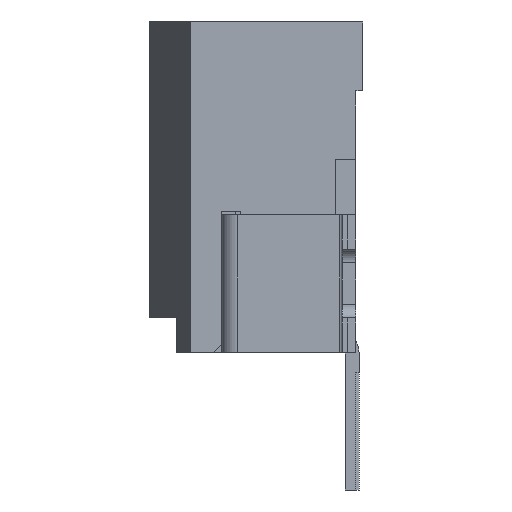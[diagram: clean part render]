
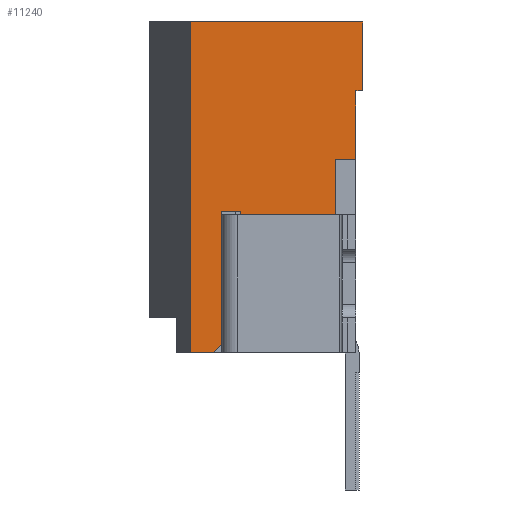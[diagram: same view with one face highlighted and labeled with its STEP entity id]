
A CAD part, left-side view. The second image highlights one B-rep face of the part: STEP entity #11240.
In plain terms, the highlighted planar face has unit normal (-1, 0, 0).
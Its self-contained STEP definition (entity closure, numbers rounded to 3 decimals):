
#1=DIRECTION('',(0.,0.,1.));
#2=VECTOR('',#1,0.05);
#3=CARTESIAN_POINT('',(-6.9,2.05,2.));
#4=LINE('',#3,#2);
#5=DIRECTION('',(0.,0.,1.));
#6=VECTOR('',#5,1.88);
#7=CARTESIAN_POINT('',(-6.9,2.05,0.12));
#8=LINE('',#7,#6);
#9=DIRECTION('',(0.,1.,0.));
#10=VECTOR('',#9,0.33);
#11=CARTESIAN_POINT('',(-6.9,2.17,0.));
#12=LINE('',#11,#10);
#13=DIRECTION('',(0.,0.,-1.));
#14=VECTOR('',#13,4.8);
#15=CARTESIAN_POINT('',(-6.9,2.5,4.8));
#16=LINE('',#15,#14);
#17=DIRECTION('',(0.,-1.,0.));
#18=VECTOR('',#17,2.5);
#19=CARTESIAN_POINT('',(-6.9,2.5,4.8));
#20=LINE('',#19,#18);
#21=DIRECTION('',(0.,0.,-1.));
#22=VECTOR('',#21,1.);
#23=CARTESIAN_POINT('',(-6.9,0.,4.8));
#24=LINE('',#23,#22);
#25=DIRECTION('',(0.,1.,0.));
#26=VECTOR('',#25,0.1);
#27=CARTESIAN_POINT('',(-6.9,0.,3.8));
#28=LINE('',#27,#26);
#29=DIRECTION('',(0.,0.,-1.));
#30=VECTOR('',#29,1.);
#31=CARTESIAN_POINT('',(-6.9,0.1,3.8));
#32=LINE('',#31,#30);
#33=DIRECTION('',(0.,1.,0.));
#34=VECTOR('',#33,0.3);
#35=CARTESIAN_POINT('',(-6.9,0.1,2.8));
#36=LINE('',#35,#34);
#37=DIRECTION('',(0.,0.,1.));
#38=VECTOR('',#37,2.8);
#39=CARTESIAN_POINT('',(-6.9,0.4,0.));
#40=LINE('',#39,#38);
#41=DIRECTION('',(0.,1.,0.));
#42=VECTOR('',#41,1.37);
#43=CARTESIAN_POINT('',(-6.9,0.4,0.));
#44=LINE('',#43,#42);
#45=DIRECTION('',(0.,0.,1.));
#46=VECTOR('',#45,2.05);
#47=CARTESIAN_POINT('',(-6.9,1.77,0.));
#48=LINE('',#47,#46);
#49=DIRECTION('',(0.,1.,0.));
#50=VECTOR('',#49,0.28);
#51=CARTESIAN_POINT('',(-6.9,1.77,2.05));
#52=LINE('',#51,#50);
#2548=DIRECTION('',(0.,-0.707,0.707));
#2549=VECTOR('',#2548,0.17);
#2550=CARTESIAN_POINT('',(-6.9,2.17,0.));
#2551=LINE('',#2550,#2549);
#8471=CARTESIAN_POINT('',(-6.9,0.,4.8));
#8472=CARTESIAN_POINT('',(-6.9,0.,3.8));
#8473=VERTEX_POINT('',#8471);
#8474=VERTEX_POINT('',#8472);
#8475=CARTESIAN_POINT('',(-6.9,0.1,3.8));
#8476=VERTEX_POINT('',#8475);
#8485=CARTESIAN_POINT('',(-6.9,2.5,4.8));
#8486=CARTESIAN_POINT('',(-6.9,2.5,0.));
#8487=VERTEX_POINT('',#8485);
#8488=VERTEX_POINT('',#8486);
#8591=CARTESIAN_POINT('',(-6.9,1.77,2.05));
#8592=CARTESIAN_POINT('',(-6.9,2.05,2.05));
#8593=VERTEX_POINT('',#8591);
#8594=VERTEX_POINT('',#8592);
#8595=CARTESIAN_POINT('',(-6.9,1.77,0.));
#8596=VERTEX_POINT('',#8595);
#8603=CARTESIAN_POINT('',(-6.9,2.17,0.));
#8605=VERTEX_POINT('',#8603);
#8647=CARTESIAN_POINT('',(-6.9,2.05,2.));
#8649=VERTEX_POINT('',#8647);
#8659=CARTESIAN_POINT('',(-6.9,2.05,0.12));
#8660=VERTEX_POINT('',#8659);
#8663=CARTESIAN_POINT('',(-6.9,0.1,2.8));
#8664=CARTESIAN_POINT('',(-6.9,0.4,2.8));
#8665=VERTEX_POINT('',#8663);
#8666=VERTEX_POINT('',#8664);
#8667=CARTESIAN_POINT('',(-6.9,0.4,0.));
#8668=VERTEX_POINT('',#8667);
#11205=CARTESIAN_POINT('',(-6.9,0.,0.));
#11206=DIRECTION('',(1.,0.,0.));
#11207=DIRECTION('',(0.,0.,-1.));
#11208=AXIS2_PLACEMENT_3D('',#11205,#11206,#11207);
#11209=PLANE('',#11208);
#11211=ORIENTED_EDGE('',*,*,#11210,.F.);
#11213=ORIENTED_EDGE('',*,*,#11212,.F.);
#11215=ORIENTED_EDGE('',*,*,#11214,.F.);
#11217=ORIENTED_EDGE('',*,*,#11216,.T.);
#11219=ORIENTED_EDGE('',*,*,#11218,.F.);
#11221=ORIENTED_EDGE('',*,*,#11220,.T.);
#11223=ORIENTED_EDGE('',*,*,#11222,.T.);
#11225=ORIENTED_EDGE('',*,*,#11224,.T.);
#11227=ORIENTED_EDGE('',*,*,#11226,.T.);
#11229=ORIENTED_EDGE('',*,*,#11228,.T.);
#11231=ORIENTED_EDGE('',*,*,#11230,.F.);
#11233=ORIENTED_EDGE('',*,*,#11232,.T.);
#11235=ORIENTED_EDGE('',*,*,#11234,.T.);
#11237=ORIENTED_EDGE('',*,*,#11236,.T.);
#11238=EDGE_LOOP('',(#11211,#11213,#11215,#11217,#11219,#11221,#11223,#11225,
#11227,#11229,#11231,#11233,#11235,#11237));
#11239=FACE_OUTER_BOUND('',#11238,.F.);
#11240=ADVANCED_FACE('',(#11239),#11209,.F.);
#11210=EDGE_CURVE('',#8649,#8594,#4,.T.);
#11212=EDGE_CURVE('',#8660,#8649,#8,.T.);
#11214=EDGE_CURVE('',#8605,#8660,#2551,.T.);
#11216=EDGE_CURVE('',#8605,#8488,#12,.T.);
#11218=EDGE_CURVE('',#8487,#8488,#16,.T.);
#11220=EDGE_CURVE('',#8487,#8473,#20,.T.);
#11222=EDGE_CURVE('',#8473,#8474,#24,.T.);
#11224=EDGE_CURVE('',#8474,#8476,#28,.T.);
#11226=EDGE_CURVE('',#8476,#8665,#32,.T.);
#11228=EDGE_CURVE('',#8665,#8666,#36,.T.);
#11230=EDGE_CURVE('',#8668,#8666,#40,.T.);
#11232=EDGE_CURVE('',#8668,#8596,#44,.T.);
#11234=EDGE_CURVE('',#8596,#8593,#48,.T.);
#11236=EDGE_CURVE('',#8593,#8594,#52,.T.);
